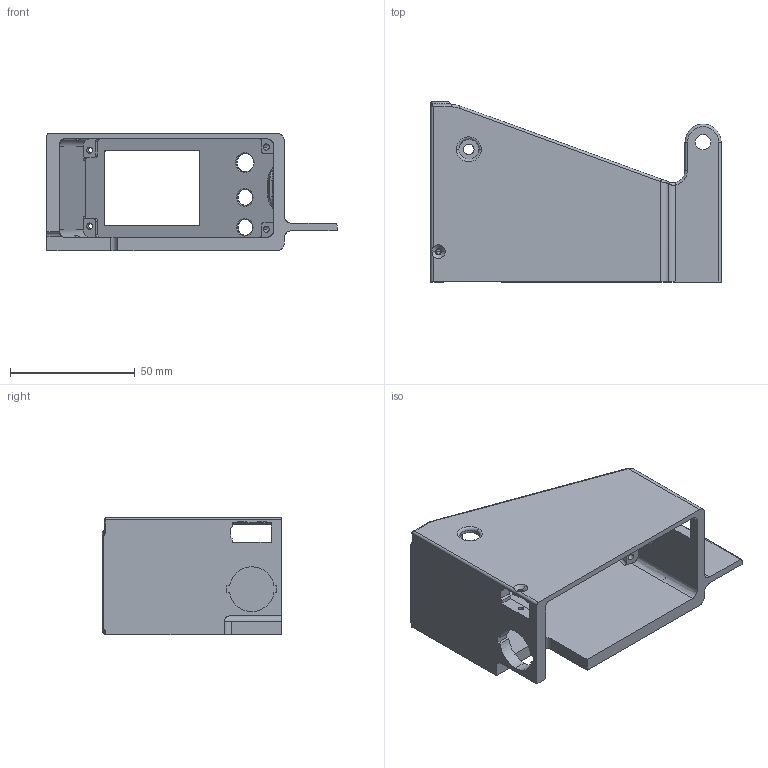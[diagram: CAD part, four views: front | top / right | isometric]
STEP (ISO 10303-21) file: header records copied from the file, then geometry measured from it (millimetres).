
FILE_DESCRIPTION (( 'STEP AP214' ), '1' );
FILE_NAME ('Encolsure_JBC-AD-SF.STEP', '2024-02-23T18:31:00', ( '' ), ( '' ), 'SwSTEP 2.0', 'SolidWorks 2020', '' );
FILE_SCHEMA (( 'AUTOMOTIVE_DESIGN' ));
Length unit declared in the file: millimetre
Products named in the file (1): Encolsure_JBC-AD-SF
Bounding box: 116.45 x 72.2 x 47.1 mm (x, y, z)
Volume: 64353.6 mm3; surface area: 39447.3 mm2
Topology: 1 solids, 1 shells, 363 faces, 923 edges, 554 vertices
Faces by surface type: cylinder 109, plane 94, torus 72, cone 48, bspline 40
Entity records: 13025 total; most frequent: CARTESIAN_POINT 4334, DIRECTION 1854, ORIENTED_EDGE 1824, EDGE_CURVE 912, AXIS2_PLACEMENT_3D 726, VERTEX_POINT 554, LINE 402, VECTOR 402
